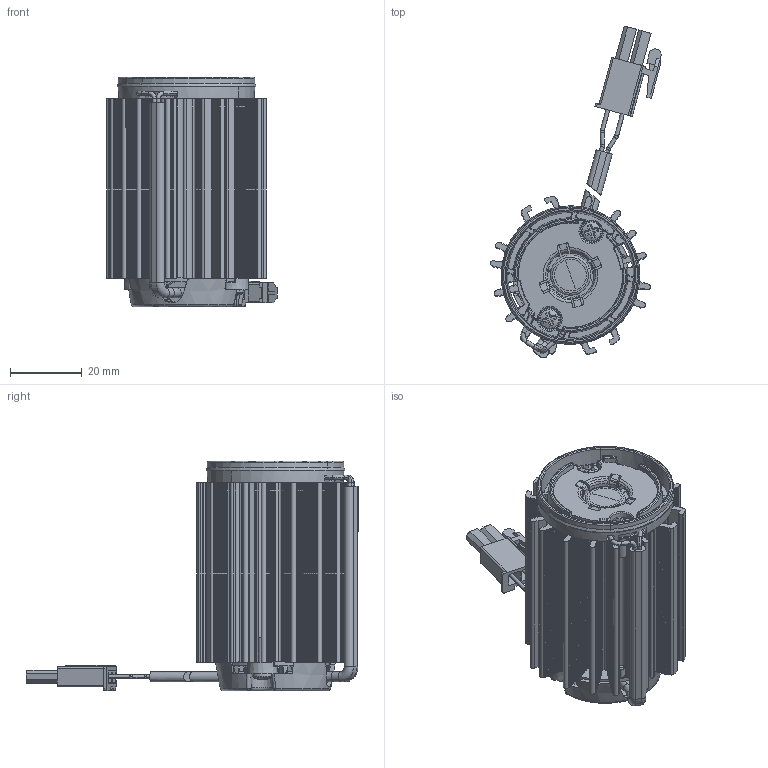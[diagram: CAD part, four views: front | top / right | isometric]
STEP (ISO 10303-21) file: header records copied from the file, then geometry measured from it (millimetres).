
FILE_DESCRIPTION(('Creo Elements/Direct Modeling STEP Export'),'2;1');
FILE_NAME('ENGINE_S123.stp','2018-02-21T11:36:19',(''),(''),'Creo Elements/Direct Modeling STEP processor for AP214 (Solid Model)','Creo Elements/Direct Modeling 19.0F 14-Feb-2017 (C) Parametric Technology GmbH','');
FILE_SCHEMA(('AUTOMOTIVE_DESIGN { 1 0 10303 214 1 1 1 1 }'));
Length unit declared in the file: millimetre
Products named in the file (14): COP_MASCHIO.PRT; HOLDER_13_5X13_5.PRT; DISSIPATORE_D45_H50.PRT; SRC.PRT; DMS123G.PRT; CAVO.PRT; CAVO_CONN.PRT; EVOLVE_LUGA_H50_1.ASM; serracavo.1; serracavo_sup; vite_led_b; vite_led_b.1; SRC; ENGINE_S123
Assembly tree (13 placements, depth 3):
  ENGINE_S123
    SRC
      vite_led_b.1
      vite_led_b
      serracavo_sup
      serracavo.1
    EVOLVE_LUGA_H50_1.ASM
      CAVO_CONN.PRT
      CAVO.PRT
      DMS123G.PRT
      SRC.PRT
      DISSIPATORE_D45_H50.PRT
      HOLDER_13_5X13_5.PRT
      COP_MASCHIO.PRT
Bounding box: 47.56 x 92.35 x 63.85 mm (x, y, z)
Volume: 44996.4 mm3; surface area: 39869.5 mm2
Topology: 10 solids, 10 shells, 2637 faces, 7475 edges, 4862 vertices
Faces by surface type: plane 1534, cylinder 566, bspline 318, torus 104, cone 93, sphere 22
Entity records: 133329 total; most frequent: CARTESIAN_POINT 54948, ORIENTED_EDGE 14902, DIRECTION 11834, EDGE_CURVE 7451, VERTEX_POINT 4862, VECTOR 4730, LINE 4730, AXIS2_PLACEMENT_3D 3552
